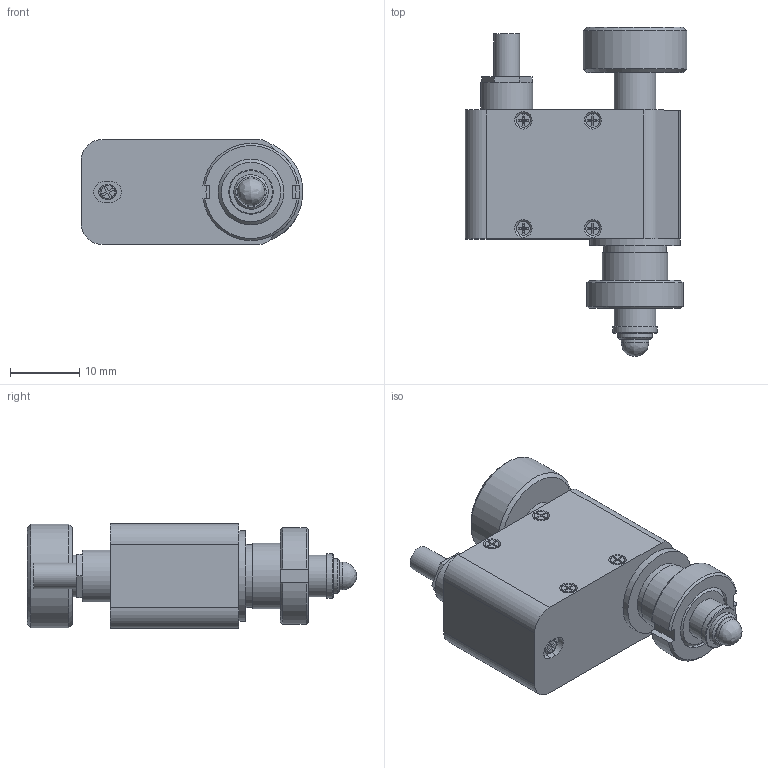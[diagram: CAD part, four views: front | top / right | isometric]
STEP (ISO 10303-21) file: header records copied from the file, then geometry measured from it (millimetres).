
FILE_DESCRIPTION (( 'STEP AP203' ), '1' );
FILE_NAME ('PAM6-13R-C2_Temp.STEP', '2025-09-16T02:42:51', ( '' ), ( '' ), 'SwSTEP 2.0', 'SolidWorks 2013', '' );
FILE_SCHEMA (( 'CONFIG_CONTROL_DESIGN' ));
Length unit declared in the file: millimetre
Products named in the file (4): xx1-1_蹬怮椔; PAM6-13R-C2_Temp; xx3-3; xx2-2_蹬怮椔
Assembly tree (3 placements, depth 2):
  PAM6-13R-C2_Temp
    xx1-1_蹬怮椔
    xx2-2_蹬怮椔
    xx3-3
Bounding box: 31.97 x 47.5 x 15.1 mm (x, y, z)
Volume: 11236 mm3; surface area: 6019.6 mm2
Topology: 17 solids, 17 shells, 267 faces, 634 edges, 418 vertices
Faces by surface type: plane 187, cylinder 49, cone 29, bspline 1, torus 1
Full cylindrical faces by diameter (mm): 1.4 x8, 1.5 x4, 2 x8, 2.3 x1, 2.5 x1, 3.7 x1, 4 x2, 5 x2, 5.6 x2, 6 x2, 6.4 x1, 7.5 x1, 9.1 x1, 9.5 x2, 13 x1, 15 x1
Entity records: 7642 total; most frequent: CARTESIAN_POINT 1384, DIRECTION 1183, ORIENTED_EDGE 1092, EDGE_CURVE 546, VECTOR 417, LINE 417, VERTEX_POINT 396, AXIS2_PLACEMENT_3D 383
